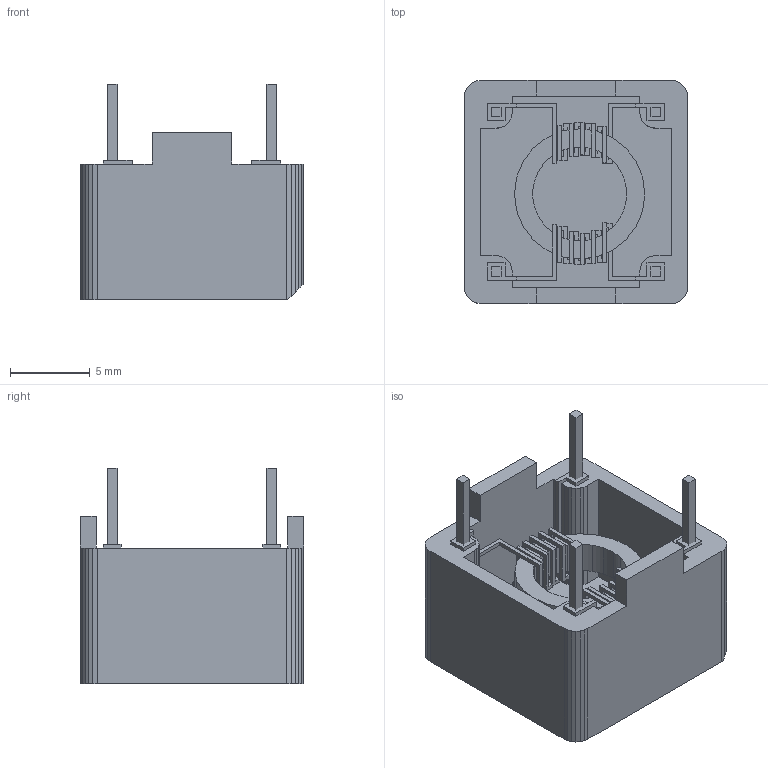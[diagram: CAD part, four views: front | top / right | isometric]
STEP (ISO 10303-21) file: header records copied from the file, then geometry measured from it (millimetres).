
FILE_DESCRIPTION(('FreeCAD Model'),'2;1');
FILE_NAME('X00H.step', '2014-07-08T12:32:37',('FreeCAD'),('FreeCAD'), 'Open CASCADE STEP processor 6.3','FreeCAD','Unknown');
FILE_SCHEMA(('AUTOMOTIVE_DESIGN_CC2 { 1 2 10303 214 -1 1 5 4 }'));
Length unit declared in the file: millimetre
Products named in the file (6): X00H; X00H005; X00H003; X00H002; X00H001; X00H004
Bounding box: 14 x 14 x 13.5 mm (x, y, z)
Volume: 774.7 mm3; surface area: 1610 mm2
Topology: 6 solids, 6 shells, 663 faces, 1944 edges, 1298 vertices
Faces by surface type: plane 639, cylinder 24
Entity records: 49139 total; most frequent: CARTESIAN_POINT 10230, DIRECTION 7077, LINE 5629, VECTOR 5629, ORIENTED_EDGE 3888, PCURVE 3888, DEFINITIONAL_REPRESENTATION 3888, EDGE_CURVE 1944
